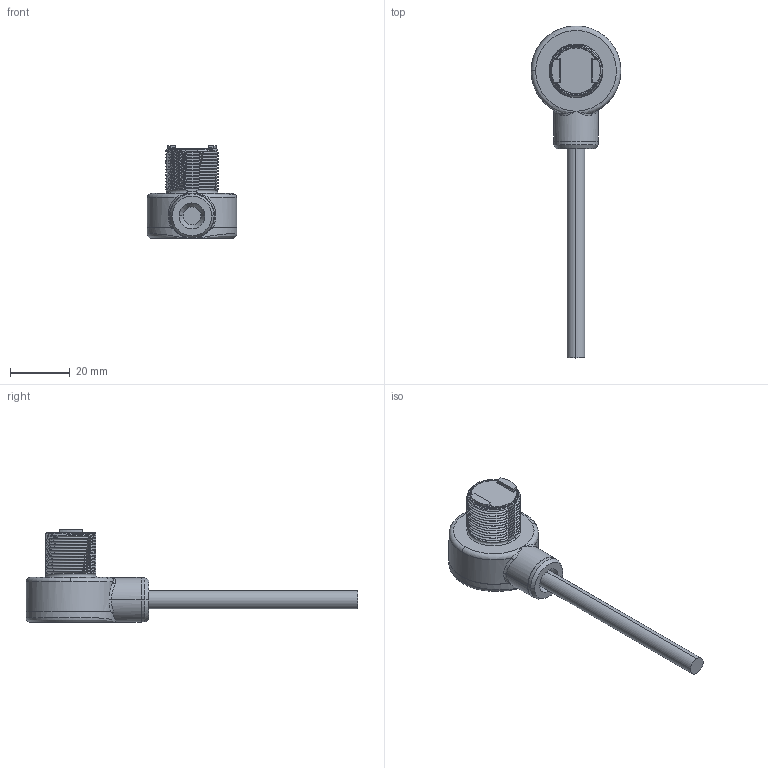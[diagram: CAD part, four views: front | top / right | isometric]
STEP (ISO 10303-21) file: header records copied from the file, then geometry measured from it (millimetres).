
FILE_DESCRIPTION((''),'2;1');
FILE_NAME('157369_SW','2011-03-07T',('banengservice'),('BANNER ENGINEERING'),'PRO/ENGINEER BY PARAMETRIC TECHNOLOGY CORPORATION, 2009141','PRO/ENGINEER BY PARAMETRIC TECHNOLOGY CORPORATION, 2009141','');
FILE_SCHEMA(('CONFIG_CONTROL_DESIGN'));
Length unit declared in the file: inch
Products named in the file (1): 157369_SW
Bounding box: 30.01 x 111.05 x 31.04 mm (x, y, z)
Volume: 8746 mm3; surface area: 11575.2 mm2
Topology: 4 solids, 5 shells, 373 faces, 956 edges, 600 vertices
Faces by surface type: cylinder 146, plane 135, cone 30, torus 25, bspline 23, sphere 10, revolution 4
Entity records: 20910 total; most frequent: CARTESIAN_POINT 12126, ORIENTED_EDGE 1892, DIRECTION 1736, EDGE_CURVE 946, AXIS2_PLACEMENT_3D 673, VERTEX_POINT 600, EDGE_LOOP 404, VECTOR 386
